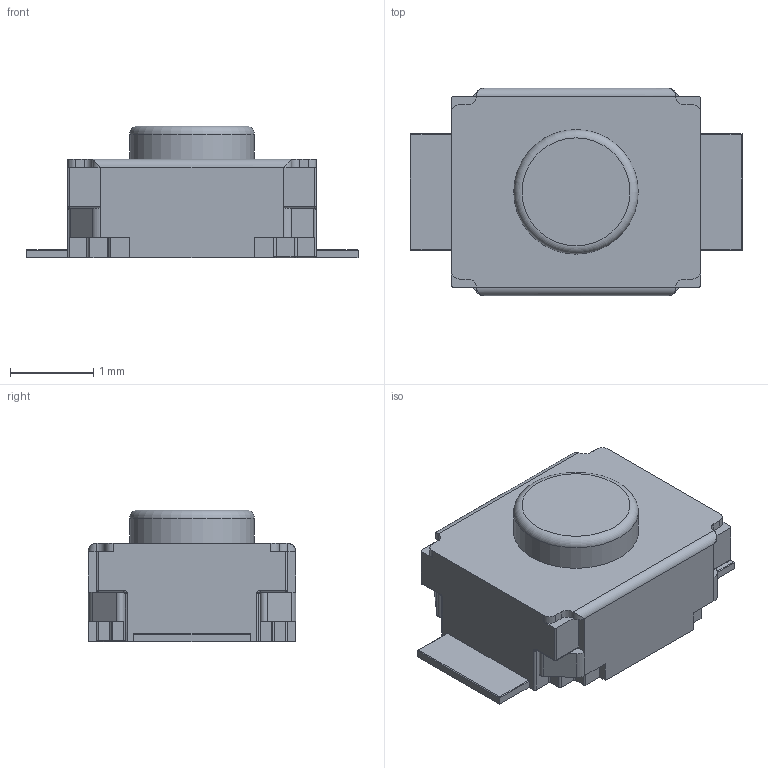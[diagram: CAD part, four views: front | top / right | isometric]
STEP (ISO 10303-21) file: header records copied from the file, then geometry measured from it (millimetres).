
FILE_DESCRIPTION(('FreeCAD Model'),'2;1');
FILE_NAME('SW_SPST_B3U-1000P.step','2018-04-24T14:27:36',( 'fAnDrEs'),(''),'Open CASCADE STEP processor 6.8','FreeCAD', 'Unknown');
FILE_SCHEMA(('AUTOMOTIVE_DESIGN_CC2 { 1 2 10303 214 -1 1 5 4 }'));
Length unit declared in the file: millimetre
Products named in the file (2): ASSEMBLY; SW_SPST_B3U-1000P
Assembly tree (1 placements, depth 2):
  ASSEMBLY
    SW_SPST_B3U-1000P
Bounding box: 4 x 2.5 x 1.59 mm (x, y, z)
Volume: 9.3 mm3; surface area: 34.2 mm2
Topology: 1 solids, 1 shells, 228 faces, 567 edges, 329 vertices
Faces by surface type: plane 107, cylinder 91, torus 17, sphere 13
Full cylindrical faces by diameter (mm): 1.5 x1
Entity records: 8366 total; most frequent: CARTESIAN_POINT 1307, DIRECTION 1192, ORIENTED_EDGE 1108, EDGE_CURVE 554, AXIS2_PLACEMENT_3D 412, LINE 368, VECTOR 368, VERTEX_POINT 329
